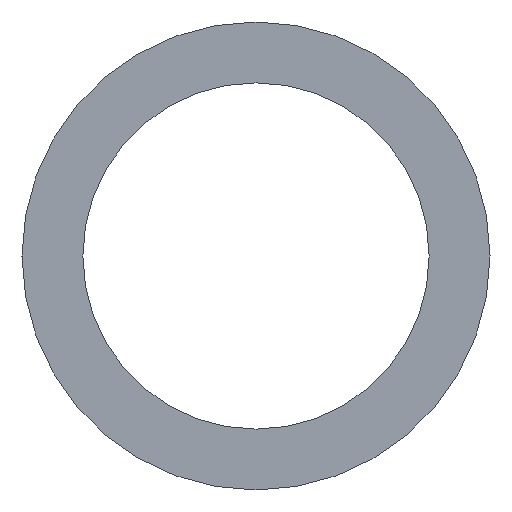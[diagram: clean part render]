
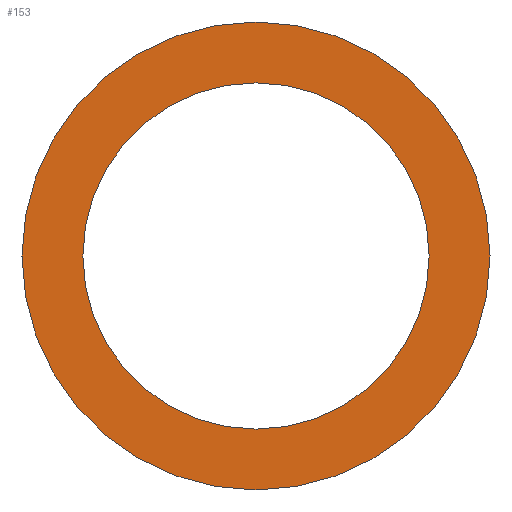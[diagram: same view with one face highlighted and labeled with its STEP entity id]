
A CAD part, left-side view. The second image highlights one B-rep face of the part: STEP entity #153.
In plain terms, the highlighted planar face has unit normal (-1, 0, 0).
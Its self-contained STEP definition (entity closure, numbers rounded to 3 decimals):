
#1 = AXIS2_PLACEMENT_3D ( 'NONE', #200, #158, #179 ) ;
#13 = CIRCLE ( 'NONE', #146, 10.65 ) ;
#15 = DIRECTION ( 'NONE',  ( -1., 0., 0. ) ) ;
#18 = CARTESIAN_POINT ( 'NONE',  ( -100., -7.88, 0. ) ) ;
#24 = EDGE_CURVE ( 'NONE', #154, #42, #13, .T. ) ;
#26 = DIRECTION ( 'NONE',  ( 0., -1., 0. ) ) ;
#36 = CIRCLE ( 'NONE', #54, 10.65 ) ;
#42 = VERTEX_POINT ( 'NONE', #215 ) ;
#45 = CARTESIAN_POINT ( 'NONE',  ( -100., -10.65, 0. ) ) ;
#47 = DIRECTION ( 'NONE',  ( 0., -1., 0. ) ) ;
#54 = AXIS2_PLACEMENT_3D ( 'NONE', #116, #245, #64 ) ;
#62 = CARTESIAN_POINT ( 'NONE',  ( -100., 0., 0. ) ) ;
#64 = DIRECTION ( 'NONE',  ( 0., -1., 0. ) ) ;
#74 = VERTEX_POINT ( 'NONE', #176 ) ;
#75 = ORIENTED_EDGE ( 'NONE', *, *, #24, .T. ) ;
#101 = FACE_BOUND ( 'NONE', #169, .T. ) ;
#103 = CIRCLE ( 'NONE', #120, 7.88 ) ;
#113 = AXIS2_PLACEMENT_3D ( 'NONE', #62, #219, #47 ) ;
#116 = CARTESIAN_POINT ( 'NONE',  ( -100., 0., 0. ) ) ;
#118 = PLANE ( 'NONE',  #1 ) ;
#120 = AXIS2_PLACEMENT_3D ( 'NONE', #241, #15, #221 ) ;
#130 = CIRCLE ( 'NONE', #113, 7.88 ) ;
#134 = ORIENTED_EDGE ( 'NONE', *, *, #137, .T. ) ;
#137 = EDGE_CURVE ( 'NONE', #42, #154, #36, .T. ) ;
#146 = AXIS2_PLACEMENT_3D ( 'NONE', #217, #194, #26 ) ;
#150 = VERTEX_POINT ( 'NONE', #18 ) ;
#152 = ORIENTED_EDGE ( 'NONE', *, *, #195, .F. ) ;
#153 = ADVANCED_FACE ( 'NONE', ( #101, #223 ), #118, .T. ) ;
#154 = VERTEX_POINT ( 'NONE', #45 ) ;
#158 = DIRECTION ( 'NONE',  ( -1., 0., 0. ) ) ;
#169 = EDGE_LOOP ( 'NONE', ( #152, #175 ) ) ;
#171 = EDGE_LOOP ( 'NONE', ( #134, #75 ) ) ;
#175 = ORIENTED_EDGE ( 'NONE', *, *, #244, .F. ) ;
#176 = CARTESIAN_POINT ( 'NONE',  ( -100., 7.88, 0. ) ) ;
#179 = DIRECTION ( 'NONE',  ( 0., -1., 0. ) ) ;
#194 = DIRECTION ( 'NONE',  ( -1., 0., 0. ) ) ;
#195 = EDGE_CURVE ( 'NONE', #74, #150, #103, .T. ) ;
#200 = CARTESIAN_POINT ( 'NONE',  ( -100., 0., 0. ) ) ;
#215 = CARTESIAN_POINT ( 'NONE',  ( -100., 10.65, 0. ) ) ;
#217 = CARTESIAN_POINT ( 'NONE',  ( -100., 0., 0. ) ) ;
#219 = DIRECTION ( 'NONE',  ( -1., 0., 0. ) ) ;
#221 = DIRECTION ( 'NONE',  ( 0., -1., 0. ) ) ;
#223 = FACE_OUTER_BOUND ( 'NONE', #171, .T. ) ;
#241 = CARTESIAN_POINT ( 'NONE',  ( -100., 0., 0. ) ) ;
#244 = EDGE_CURVE ( 'NONE', #150, #74, #130, .T. ) ;
#245 = DIRECTION ( 'NONE',  ( -1., 0., 0. ) ) ;
